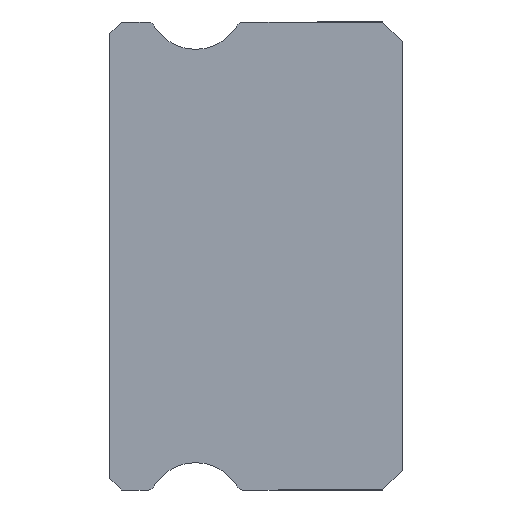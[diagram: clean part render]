
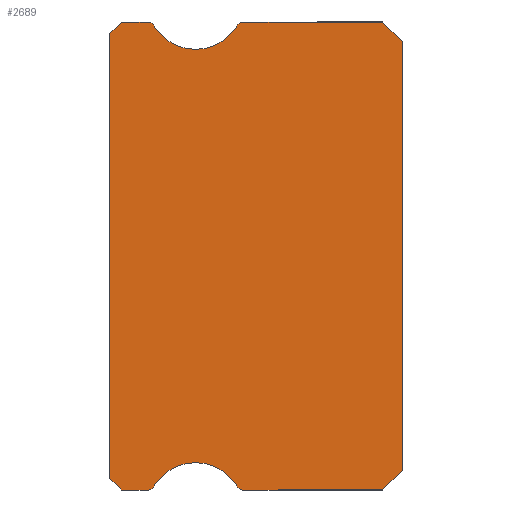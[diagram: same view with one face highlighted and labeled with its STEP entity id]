
A CAD part, left-side view. The second image highlights one B-rep face of the part: STEP entity #2689.
In plain terms, the highlighted planar face has unit normal (-1, 0, 0).
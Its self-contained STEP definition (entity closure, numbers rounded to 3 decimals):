
#49 = LINE ( 'NONE', #783, #288 ) ;
#74 = EDGE_CURVE ( 'NONE', #1173, #1891, #1175, .T. ) ;
#89 = CIRCLE ( 'NONE', #2495, 1.25 ) ;
#133 = VERTEX_POINT ( 'NONE', #1234 ) ;
#207 = VERTEX_POINT ( 'NONE', #1931 ) ;
#208 = VECTOR ( 'NONE', #363, 1000. ) ;
#225 = DIRECTION ( 'NONE',  ( 1., 0., 0. ) ) ;
#237 = ORIENTED_EDGE ( 'NONE', *, *, #1960, .F. ) ;
#277 = CARTESIAN_POINT ( 'NONE',  ( -5., 4.088, -5.85 ) ) ;
#288 = VECTOR ( 'NONE', #1257, 1000. ) ;
#301 = ORIENTED_EDGE ( 'NONE', *, *, #423, .F. ) ;
#319 = DIRECTION ( 'NONE',  ( 0., -1., 0. ) ) ;
#351 = EDGE_CURVE ( 'NONE', #133, #1483, #2462, .T. ) ;
#363 = DIRECTION ( 'NONE',  ( 0., 1., 0. ) ) ;
#377 = DIRECTION ( 'NONE',  ( 0., 0., 1. ) ) ;
#408 = DIRECTION ( 'NONE',  ( 0., -1., 0. ) ) ;
#423 = EDGE_CURVE ( 'NONE', #2459, #2748, #2326, .T. ) ;
#440 = ORIENTED_EDGE ( 'NONE', *, *, #2860, .F. ) ;
#505 = LINE ( 'NONE', #1459, #2118 ) ;
#529 = CIRCLE ( 'NONE', #919, 0.15 ) ;
#577 = CARTESIAN_POINT ( 'NONE',  ( -5., 0., 5.5 ) ) ;
#581 = CARTESIAN_POINT ( 'NONE',  ( -5., 0.5, -6. ) ) ;
#594 = VERTEX_POINT ( 'NONE', #1677 ) ;
#595 = CARTESIAN_POINT ( 'NONE',  ( -5., 4.088, 5.85 ) ) ;
#596 = CARTESIAN_POINT ( 'NONE',  ( -5., 7.2, 6. ) ) ;
#604 = DIRECTION ( 'NONE',  ( 0., 0., -1. ) ) ;
#609 = CARTESIAN_POINT ( 'NONE',  ( -5., 7.5, -5.7 ) ) ;
#655 = DIRECTION ( 'NONE',  ( 0., -0.707, -0.707 ) ) ;
#676 = VECTOR ( 'NONE', #377, 1000. ) ;
#725 = EDGE_CURVE ( 'NONE', #594, #207, #2242, .T. ) ;
#742 = AXIS2_PLACEMENT_3D ( 'NONE', #2759, #1433, #2738 ) ;
#745 = VERTEX_POINT ( 'NONE', #2226 ) ;
#783 = CARTESIAN_POINT ( 'NONE',  ( -5., 0., -5.5 ) ) ;
#902 = ORIENTED_EDGE ( 'NONE', *, *, #1552, .T. ) ;
#919 = AXIS2_PLACEMENT_3D ( 'NONE', #595, #2412, #1958 ) ;
#952 = VERTEX_POINT ( 'NONE', #2687 ) ;
#995 = VECTOR ( 'NONE', #2505, 1000. ) ;
#1043 = CARTESIAN_POINT ( 'NONE',  ( -5., 6.512, -6. ) ) ;
#1058 = AXIS2_PLACEMENT_3D ( 'NONE', #277, #2781, #2046 ) ;
#1087 = VERTEX_POINT ( 'NONE', #1614 ) ;
#1090 = EDGE_CURVE ( 'NONE', #1298, #1325, #2214, .T. ) ;
#1126 = ORIENTED_EDGE ( 'NONE', *, *, #2431, .F. ) ;
#1137 = CARTESIAN_POINT ( 'NONE',  ( -5., 6.512, -6. ) ) ;
#1173 = VERTEX_POINT ( 'NONE', #1628 ) ;
#1174 = AXIS2_PLACEMENT_3D ( 'NONE', #1987, #1771, #2910 ) ;
#1175 = LINE ( 'NONE', #1582, #2096 ) ;
#1208 = ORIENTED_EDGE ( 'NONE', *, *, #74, .F. ) ;
#1234 = CARTESIAN_POINT ( 'NONE',  ( -5., 6.383, -5.925 ) ) ;
#1251 = VECTOR ( 'NONE', #2777, 1000. ) ;
#1257 = DIRECTION ( 'NONE',  ( 0., 0.707, -0.707 ) ) ;
#1275 = EDGE_CURVE ( 'NONE', #2748, #1087, #1778, .T. ) ;
#1298 = VERTEX_POINT ( 'NONE', #2826 ) ;
#1311 = ORIENTED_EDGE ( 'NONE', *, *, #351, .F. ) ;
#1316 = LINE ( 'NONE', #1043, #2444 ) ;
#1325 = VERTEX_POINT ( 'NONE', #1915 ) ;
#1335 = CARTESIAN_POINT ( 'NONE',  ( -5., 7.5, 5.7 ) ) ;
#1386 = DIRECTION ( 'NONE',  ( 0., -0.707, -0.707 ) ) ;
#1422 = CARTESIAN_POINT ( 'NONE',  ( -5., 6.512, 5.85 ) ) ;
#1433 = DIRECTION ( 'NONE',  ( -1., 0., 0. ) ) ;
#1435 = DIRECTION ( 'NONE',  ( 0., 0., -1. ) ) ;
#1439 = CIRCLE ( 'NONE', #1969, 0.15 ) ;
#1459 = CARTESIAN_POINT ( 'NONE',  ( -5., 6.512, 6. ) ) ;
#1463 = DIRECTION ( 'NONE',  ( 1., 0., 0. ) ) ;
#1483 = VERTEX_POINT ( 'NONE', #2949 ) ;
#1503 = CARTESIAN_POINT ( 'NONE',  ( -5., 5.3, 6.55 ) ) ;
#1552 = EDGE_CURVE ( 'NONE', #207, #2919, #2058, .T. ) ;
#1582 = CARTESIAN_POINT ( 'NONE',  ( -5., 0.5, 6. ) ) ;
#1594 = CARTESIAN_POINT ( 'NONE',  ( -5., 7.5, 5.7 ) ) ;
#1614 = CARTESIAN_POINT ( 'NONE',  ( -5., 4.217, 5.925 ) ) ;
#1628 = CARTESIAN_POINT ( 'NONE',  ( -5., 0.5, 6. ) ) ;
#1650 = ORIENTED_EDGE ( 'NONE', *, *, #1275, .F. ) ;
#1662 = FACE_OUTER_BOUND ( 'NONE', #2874, .T. ) ;
#1677 = CARTESIAN_POINT ( 'NONE',  ( -5., 6.512, 6. ) ) ;
#1732 = VECTOR ( 'NONE', #2435, 1000. ) ;
#1768 = CARTESIAN_POINT ( 'NONE',  ( -5., 7.5, 5.85 ) ) ;
#1771 = DIRECTION ( 'NONE',  ( 1., 0., 0. ) ) ;
#1778 = CIRCLE ( 'NONE', #2602, 1.25 ) ;
#1858 = ORIENTED_EDGE ( 'NONE', *, *, #2547, .T. ) ;
#1891 = VERTEX_POINT ( 'NONE', #2231 ) ;
#1901 = CARTESIAN_POINT ( 'NONE',  ( -5., 5.3, 5.3 ) ) ;
#1915 = CARTESIAN_POINT ( 'NONE',  ( -5., 4.217, -5.925 ) ) ;
#1931 = CARTESIAN_POINT ( 'NONE',  ( -5., 7.2, 6. ) ) ;
#1958 = DIRECTION ( 'NONE',  ( 0., 0., -1. ) ) ;
#1960 = EDGE_CURVE ( 'NONE', #594, #2459, #1439, .T. ) ;
#1969 = AXIS2_PLACEMENT_3D ( 'NONE', #1422, #225, #1435 ) ;
#1987 = CARTESIAN_POINT ( 'NONE',  ( -5., 6.512, -5.85 ) ) ;
#1988 = ORIENTED_EDGE ( 'NONE', *, *, #2939, .F. ) ;
#2004 = VERTEX_POINT ( 'NONE', #2545 ) ;
#2011 = CARTESIAN_POINT ( 'NONE',  ( -5., 7.2, -6. ) ) ;
#2046 = DIRECTION ( 'NONE',  ( 0., 0., -1. ) ) ;
#2058 = LINE ( 'NONE', #1594, #1251 ) ;
#2063 = ORIENTED_EDGE ( 'NONE', *, *, #2834, .F. ) ;
#2096 = VECTOR ( 'NONE', #1386, 1000. ) ;
#2104 = ORIENTED_EDGE ( 'NONE', *, *, #2914, .T. ) ;
#2118 = VECTOR ( 'NONE', #319, 1000. ) ;
#2122 = DIRECTION ( 'NONE',  ( 0., 0., -1. ) ) ;
#2170 = DIRECTION ( 'NONE',  ( 0., 0., -1. ) ) ;
#2214 = CIRCLE ( 'NONE', #1058, 0.15 ) ;
#2226 = CARTESIAN_POINT ( 'NONE',  ( -5., 7.2, -6. ) ) ;
#2231 = CARTESIAN_POINT ( 'NONE',  ( -5., 0., 5.5 ) ) ;
#2242 = LINE ( 'NONE', #596, #208 ) ;
#2260 = AXIS2_PLACEMENT_3D ( 'NONE', #2400, #1463, #2170 ) ;
#2270 = ORIENTED_EDGE ( 'NONE', *, *, #2598, .F. ) ;
#2321 = ORIENTED_EDGE ( 'NONE', *, *, #725, .T. ) ;
#2326 = CIRCLE ( 'NONE', #742, 1.25 ) ;
#2341 = CARTESIAN_POINT ( 'NONE',  ( -5., 6.383, 5.925 ) ) ;
#2381 = VECTOR ( 'NONE', #655, 1000. ) ;
#2400 = CARTESIAN_POINT ( 'NONE',  ( -5., 6.512, 5.85 ) ) ;
#2412 = DIRECTION ( 'NONE',  ( 1., 0., 0. ) ) ;
#2431 = EDGE_CURVE ( 'NONE', #952, #1173, #505, .T. ) ;
#2435 = DIRECTION ( 'NONE',  ( 0., 0., 1. ) ) ;
#2444 = VECTOR ( 'NONE', #408, 1000. ) ;
#2459 = VERTEX_POINT ( 'NONE', #2341 ) ;
#2462 = CIRCLE ( 'NONE', #1174, 0.15 ) ;
#2467 = ORIENTED_EDGE ( 'NONE', *, *, #2616, .T. ) ;
#2495 = AXIS2_PLACEMENT_3D ( 'NONE', #2697, #2898, #604 ) ;
#2505 = DIRECTION ( 'NONE',  ( 0., 1., 0. ) ) ;
#2545 = CARTESIAN_POINT ( 'NONE',  ( -5., 0., -5.5 ) ) ;
#2547 = EDGE_CURVE ( 'NONE', #745, #1483, #1316, .T. ) ;
#2551 = ORIENTED_EDGE ( 'NONE', *, *, #2713, .F. ) ;
#2571 = PLANE ( 'NONE',  #2260 ) ;
#2598 = EDGE_CURVE ( 'NONE', #1325, #133, #89, .T. ) ;
#2602 = AXIS2_PLACEMENT_3D ( 'NONE', #1503, #2857, #2122 ) ;
#2616 = EDGE_CURVE ( 'NONE', #2004, #1891, #2638, .T. ) ;
#2638 = LINE ( 'NONE', #577, #1732 ) ;
#2653 = ORIENTED_EDGE ( 'NONE', *, *, #1090, .F. ) ;
#2684 = LINE ( 'NONE', #2011, #2381 ) ;
#2687 = CARTESIAN_POINT ( 'NONE',  ( -5., 4.088, 6. ) ) ;
#2689 = ADVANCED_FACE ( 'NONE', ( #1662 ), #2571, .F. ) ;
#2697 = CARTESIAN_POINT ( 'NONE',  ( -5., 5.3, -6.55 ) ) ;
#2713 = EDGE_CURVE ( 'NONE', #2004, #2858, #49, .T. ) ;
#2738 = DIRECTION ( 'NONE',  ( 0., 0., -1. ) ) ;
#2748 = VERTEX_POINT ( 'NONE', #1901 ) ;
#2759 = CARTESIAN_POINT ( 'NONE',  ( -5., 5.3, 6.55 ) ) ;
#2777 = DIRECTION ( 'NONE',  ( 0., 0.707, -0.707 ) ) ;
#2781 = DIRECTION ( 'NONE',  ( 1., 0., 0. ) ) ;
#2791 = VERTEX_POINT ( 'NONE', #609 ) ;
#2826 = CARTESIAN_POINT ( 'NONE',  ( -5., 4.088, -6. ) ) ;
#2834 = EDGE_CURVE ( 'NONE', #2791, #2919, #2904, .T. ) ;
#2857 = DIRECTION ( 'NONE',  ( -1., 0., 0. ) ) ;
#2858 = VERTEX_POINT ( 'NONE', #581 ) ;
#2860 = EDGE_CURVE ( 'NONE', #1087, #952, #529, .T. ) ;
#2874 = EDGE_LOOP ( 'NONE', ( #902, #2063, #2104, #1858, #1311, #2270, #2653, #1988, #2551, #2467, #1208, #1126, #440, #1650, #301, #237, #2321 ) ) ;
#2898 = DIRECTION ( 'NONE',  ( -1., 0., 0. ) ) ;
#2904 = LINE ( 'NONE', #1768, #676 ) ;
#2910 = DIRECTION ( 'NONE',  ( 0., 0., -1. ) ) ;
#2914 = EDGE_CURVE ( 'NONE', #2791, #745, #2684, .T. ) ;
#2919 = VERTEX_POINT ( 'NONE', #1335 ) ;
#2939 = EDGE_CURVE ( 'NONE', #2858, #1298, #2950, .T. ) ;
#2949 = CARTESIAN_POINT ( 'NONE',  ( -5., 6.512, -6. ) ) ;
#2950 = LINE ( 'NONE', #1137, #995 ) ;
